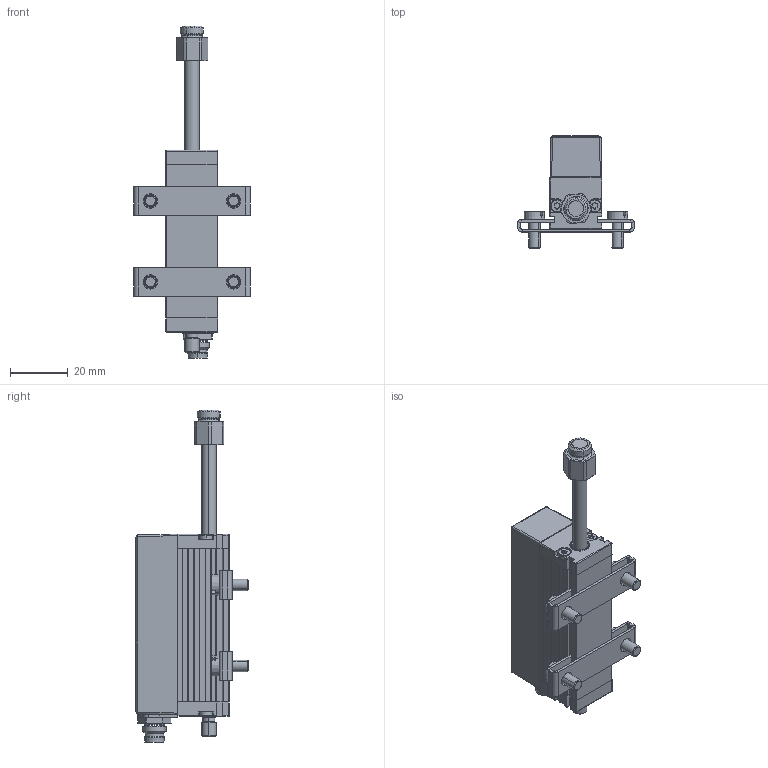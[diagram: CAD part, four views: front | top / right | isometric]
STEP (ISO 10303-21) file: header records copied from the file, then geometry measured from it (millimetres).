
FILE_DESCRIPTION (( 'STEP AP214' ), '1' );
FILE_NAME ('TE1-0025-101-411-101_ausgefahren.STEP', '2014-02-19T06:20:39', ( 'dummy' ), ( 'Hewlett-Packard Company' ), 'SwSTEP 2.0', 'SolidWorks 2013', '' );
FILE_SCHEMA (( 'AUTOMOTIVE_DESIGN' ));
Length unit declared in the file: millimetre
Products named in the file (1): TE1-0025-101-411-101_ausgefahren
Bounding box: 40.19 x 38.85 x 114.84 mm (x, y, z)
Surface area: 15768.9 mm2 (no closed solid volume)
Topology: 0 solids, 35 shells, 574 faces, 1829 edges, 1224 vertices
Faces by surface type: plane 247, cylinder 211, cone 62, torus 42, sphere 7, bspline 5
Entity records: 26601 total; most frequent: CARTESIAN_POINT 4230, DIRECTION 3634, ORIENTED_EDGE 2820, EDGE_CURVE 1826, AXIS2_PLACEMENT_3D 1326, VERTEX_POINT 1224, VECTOR 982, LINE 982
